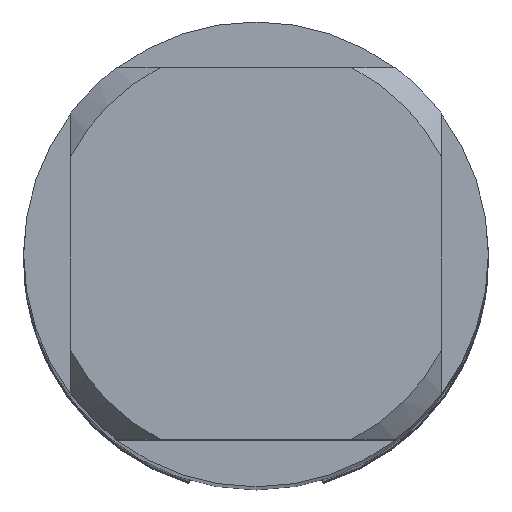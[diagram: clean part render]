
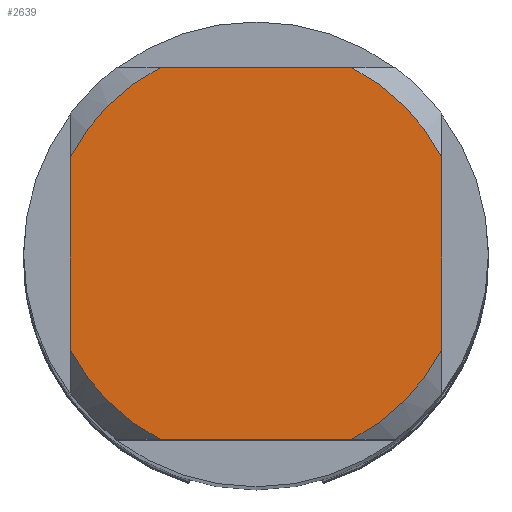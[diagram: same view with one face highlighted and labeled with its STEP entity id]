
A CAD part, top view. The second image highlights one B-rep face of the part: STEP entity #2639.
In plain terms, the highlighted planar face has unit normal (0, 0, 1).
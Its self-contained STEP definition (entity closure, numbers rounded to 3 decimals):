
#2145=VERTEX_POINT('',#6226);
#2313=VERTEX_POINT('',#6417);
#2387=VERTEX_POINT('',#6494);
#2569=EDGE_CURVE('',#2313,#3671,#6696,.T.);
#2639=ADVANCED_FACE('',(#6772),#6773,.T.);
#2857=VERTEX_POINT('',#7011);
#2991=VERTEX_POINT('',#7158);
#3607=VERTEX_POINT('',#7825);
#3671=VERTEX_POINT('',#7893);
#4157=EDGE_CURVE('',#2313,#2387,#8411,.T.);
#4441=EDGE_CURVE('',#5119,#2857,#8722,.T.);
#4785=EDGE_CURVE('',#2991,#2145,#9090,.T.);
#5119=VERTEX_POINT('',#9466);
#5261=EDGE_CURVE('',#3607,#2857,#9620,.T.);
#5769=EDGE_CURVE('',#5119,#2387,#10175,.T.);
#5923=EDGE_CURVE('',#3607,#2145,#10348,.T.);
#5965=EDGE_CURVE('',#2991,#3671,#10395,.T.);
#6226=CARTESIAN_POINT('',(4.0,2.062,0.0));
#6417=CARTESIAN_POINT('',(-4.0,2.062,0.0));
#6494=CARTESIAN_POINT('',(-4.0,-2.062,0.0));
#6696=CIRCLE('',#11418,4.5);
#6772=FACE_OUTER_BOUND('',#11535,.T.);
#6773=PLANE('',#11536);
#7011=CARTESIAN_POINT('',(2.062,-4.0,0.0));
#7158=CARTESIAN_POINT('',(2.062,4.0,0.0));
#7825=CARTESIAN_POINT('',(4.0,-2.062,0.0));
#7893=CARTESIAN_POINT('',(-2.062,4.0,0.0));
#8411=LINE('',#14527,#14528);
#8722=LINE('',#15075,#15076);
#9090=CIRCLE('',#15706,4.5);
#9466=CARTESIAN_POINT('',(-2.062,-4.0,0.0));
#9620=CIRCLE('',#16580,4.5);
#10175=CIRCLE('',#17647,4.5);
#10348=LINE('',#17973,#17974);
#10395=LINE('',#18060,#18061);
#11418=AXIS2_PLACEMENT_3D('',#18989,#18990,#18991);
#11535=EDGE_LOOP('',(#19071,#19072,#19073,#19074,#19075,#19076,#19077,#19078));
#11536=AXIS2_PLACEMENT_3D('',#19079,#19080,#19081);
#14527=CARTESIAN_POINT('',(-4.0,1.125,0.0));
#14528=VECTOR('',#20835,1.0);
#15075=CARTESIAN_POINT('',(0.0,-4.0,0.0));
#15076=VECTOR('',#21326,1.0);
#15706=AXIS2_PLACEMENT_3D('',#21660,#21661,#21662);
#16580=AXIS2_PLACEMENT_3D('',#22293,#22294,#22295);
#17647=AXIS2_PLACEMENT_3D('',#23041,#23042,#23043);
#17973=CARTESIAN_POINT('',(4.0,1.125,0.0));
#17974=VECTOR('',#23241,1.0);
#18060=CARTESIAN_POINT('',(0.0,4.0,0.0));
#18061=VECTOR('',#23295,1.0);
#18989=CARTESIAN_POINT('',(0.0,0.0,0.0));
#18990=DIRECTION('',(0.0,0.0,-1.0));
#18991=DIRECTION('',(0.0,1.0,0.0));
#19071=ORIENTED_EDGE('',*,*,#4157,.T.);
#19072=ORIENTED_EDGE('',*,*,#5769,.F.);
#19073=ORIENTED_EDGE('',*,*,#4441,.T.);
#19074=ORIENTED_EDGE('',*,*,#5261,.F.);
#19075=ORIENTED_EDGE('',*,*,#5923,.T.);
#19076=ORIENTED_EDGE('',*,*,#4785,.F.);
#19077=ORIENTED_EDGE('',*,*,#5965,.T.);
#19078=ORIENTED_EDGE('',*,*,#2569,.F.);
#19079=CARTESIAN_POINT('',(0.0,2.25,0.0));
#19080=DIRECTION('',(-0.0,0.0,1.0));
#19081=DIRECTION('',(0.0,-1.0,0.0));
#20835=DIRECTION('',(-0.0,-1.0,0.0));
#21326=DIRECTION('',(1.0,0.0,0.0));
#21660=CARTESIAN_POINT('',(0.0,0.0,0.0));
#21661=DIRECTION('',(0.0,0.0,-1.0));
#21662=DIRECTION('',(0.0,1.0,0.0));
#22293=CARTESIAN_POINT('',(0.0,0.0,0.0));
#22294=DIRECTION('',(0.0,0.0,-1.0));
#22295=DIRECTION('',(0.0,1.0,0.0));
#23041=CARTESIAN_POINT('',(0.0,0.0,0.0));
#23042=DIRECTION('',(0.0,0.0,-1.0));
#23043=DIRECTION('',(0.0,1.0,0.0));
#23241=DIRECTION('',(-0.0,1.0,0.0));
#23295=DIRECTION('',(-1.0,0.0,0.0));
